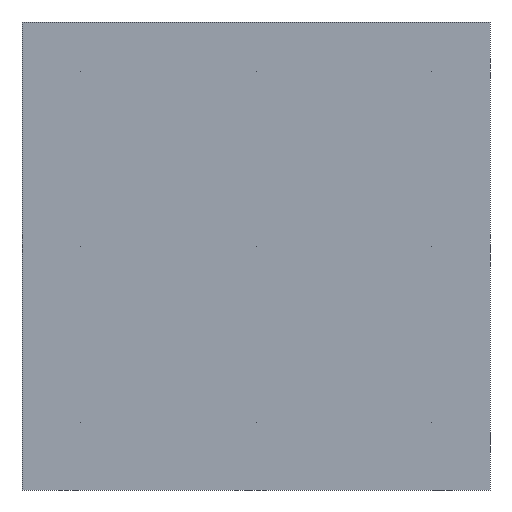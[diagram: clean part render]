
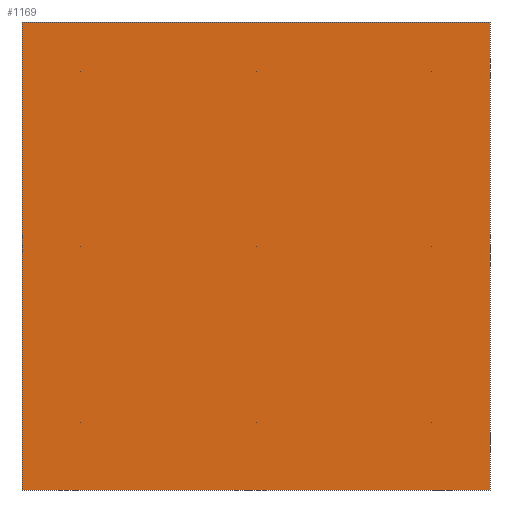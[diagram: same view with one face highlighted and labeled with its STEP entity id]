
A CAD part, front view. The second image highlights one B-rep face of the part: STEP entity #1169.
In plain terms, the highlighted planar face has unit normal (0, -1, 0).
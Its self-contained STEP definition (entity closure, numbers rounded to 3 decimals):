
#124=PLANE('',#1340);
#197=FACE_OUTER_BOUND('',#340,.T.);
#340=EDGE_LOOP('',(#1049,#1050,#1051,#1052));
#379=LINE('',#1887,#439);
#387=LINE('',#1928,#447);
#398=LINE('',#2019,#458);
#401=LINE('',#2024,#461);
#439=VECTOR('',#1538,10.);
#447=VECTOR('',#1580,10.);
#458=VECTOR('',#1695,10.);
#461=VECTOR('',#1700,10.);
#604=VERTEX_POINT('',#1885);
#605=VERTEX_POINT('',#1886);
#621=VERTEX_POINT('',#1927);
#649=VERTEX_POINT('',#2018);
#730=EDGE_CURVE('',#604,#605,#379,.T.);
#747=EDGE_CURVE('',#621,#604,#387,.T.);
#784=EDGE_CURVE('',#605,#649,#398,.T.);
#787=EDGE_CURVE('',#649,#621,#401,.T.);
#1049=ORIENTED_EDGE('',*,*,#787,.T.);
#1050=ORIENTED_EDGE('',*,*,#747,.T.);
#1051=ORIENTED_EDGE('',*,*,#730,.T.);
#1052=ORIENTED_EDGE('',*,*,#784,.T.);
#1169=ADVANCED_FACE('',(#197),#124,.F.);
#1340=AXIS2_PLACEMENT_3D('',#2026,#1702,#1703);
#1538=DIRECTION('',(1.,0.,0.));
#1580=DIRECTION('',(0.,0.,-1.));
#1695=DIRECTION('',(0.,0.,1.));
#1700=DIRECTION('',(-1.,0.,0.));
#1702=DIRECTION('center_axis',(0.,1.,0.));
#1703=DIRECTION('ref_axis',(0.,0.,1.));
#1885=CARTESIAN_POINT('',(-200.,0.,-200.));
#1886=CARTESIAN_POINT('',(0.,0.,-200.));
#1887=CARTESIAN_POINT('',(-200.,0.,-200.));
#1927=CARTESIAN_POINT('',(-200.,0.,0.));
#1928=CARTESIAN_POINT('',(-200.,0.,0.));
#2018=CARTESIAN_POINT('',(0.,0.,0.));
#2019=CARTESIAN_POINT('',(0.,0.,-200.));
#2024=CARTESIAN_POINT('',(0.,0.,0.));
#2026=CARTESIAN_POINT('Origin',(-100.,0.,-100.));
